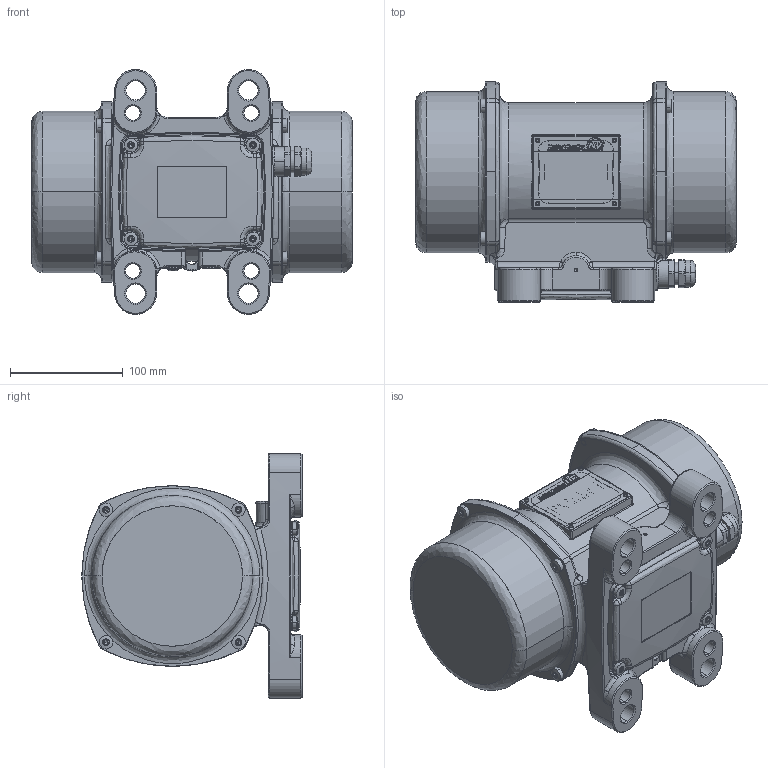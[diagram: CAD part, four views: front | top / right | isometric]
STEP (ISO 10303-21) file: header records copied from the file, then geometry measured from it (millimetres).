
FILE_DESCRIPTION (( 'STEP AP214' ), '1' );
FILE_NAME ('NEA-NEG 50550-50-60Hz.STEP', '2022-05-12T06:25:18', ( '' ), ( '' ), 'SwSTEP 2.0', 'SolidWorks 2015', '' );
FILE_SCHEMA (( 'AUTOMOTIVE_DESIGN' ));
Length unit declared in the file: millimetre
Products named in the file (1): NEA-NEG 50550-50-60Hz
Bounding box: 284 x 195 x 217 mm (x, y, z)
Volume: 1327172 mm3; surface area: 514074.7 mm2
Topology: 19 solids, 19 shells, 2647 faces, 7104 edges, 4640 vertices
Faces by surface type: bspline 1057, plane 702, cylinder 688, cone 200
Entity records: 137852 total; most frequent: CARTESIAN_POINT 77883, ORIENTED_EDGE 14058, DIRECTION 9965, EDGE_CURVE 7029, VERTEX_POINT 4640, AXIS2_PLACEMENT_3D 3649, EDGE_LOOP 2945, LINE 2667
